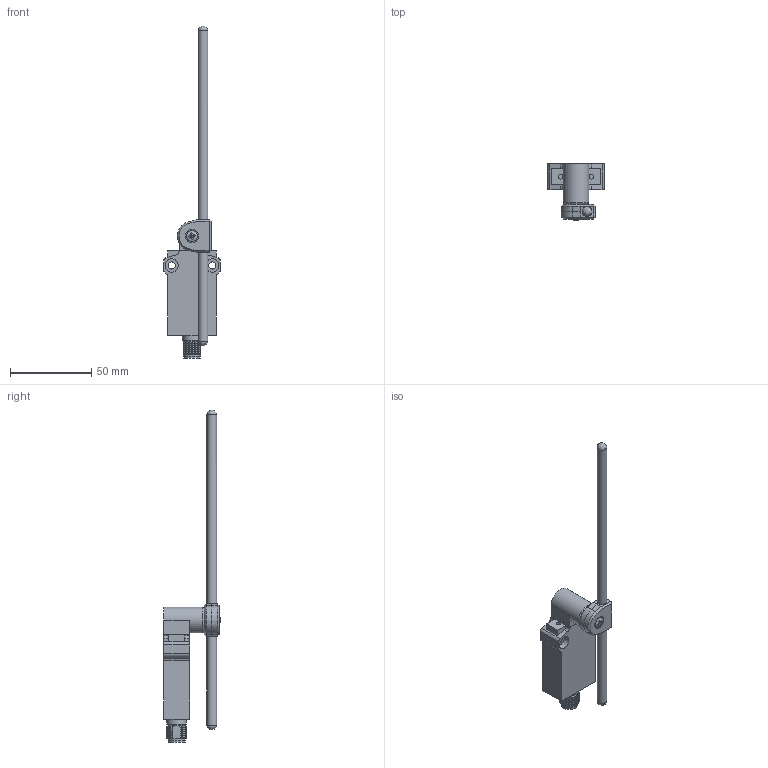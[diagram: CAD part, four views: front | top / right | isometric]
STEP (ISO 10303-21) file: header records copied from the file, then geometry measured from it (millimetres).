
FILE_DESCRIPTION (( 'STEP AP214' ), '1' );
FILE_NAME ('AEM2G7320Z11M_a.STEP', '2019-08-07T11:07:07', ( '' ), ( '' ), 'SwSTEP 2.0', 'SolidWorks 2018', '' );
FILE_SCHEMA (( 'AUTOMOTIVE_DESIGN' ));
Length unit declared in the file: inch
Products named in the file (1): AEM2G7320Z11M_a
Bounding box: 35 x 34.9 x 204.46 mm (x, y, z)
Volume: 38560.3 mm3; surface area: 15425.1 mm2
Topology: 6 solids, 6 shells, 186 faces, 459 edges, 296 vertices
Faces by surface type: plane 96, cylinder 53, cone 31, bspline 6
Full cylindrical faces by diameter (mm): 3 x3, 4.4 x2, 5 x3, 6 x1, 7 x1, 8 x2, 8.2 x4, 10.3 x1, 10.6 x2, 12 x1, 15.8 x1
Entity records: 5605 total; most frequent: CARTESIAN_POINT 1265, ORIENTED_EDGE 856, DIRECTION 846, EDGE_CURVE 428, AXIS2_PLACEMENT_3D 309, VERTEX_POINT 294, EDGE_LOOP 234, VECTOR 228
